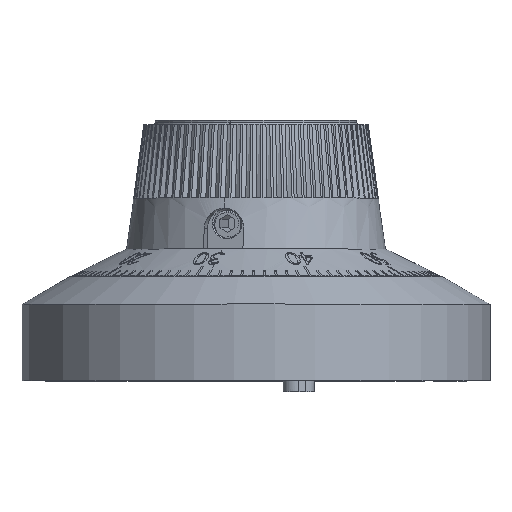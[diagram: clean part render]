
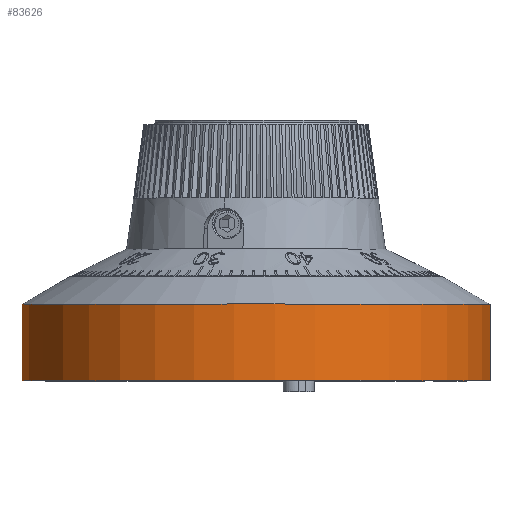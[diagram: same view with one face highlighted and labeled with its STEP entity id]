
A CAD part, top view. The second image highlights one B-rep face of the part: STEP entity #83626.
In plain terms, the highlighted cylindrical face has radius 23 mm (diameter 46 mm), a partial arc.
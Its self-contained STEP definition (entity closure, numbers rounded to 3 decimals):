
#19793=CARTESIAN_POINT('',(0.,-3.8,0.));
#19794=DIRECTION('',(0.,1.,0.));
#19795=DIRECTION('',(-0.997,0.,0.081));
#19796=AXIS2_PLACEMENT_3D('',#19793,#19794,#19795);
#30882=CARTESIAN_POINT('',(0.,3.686,0.));
#30883=DIRECTION('',(0.,-1.,0.));
#30884=DIRECTION('',(0.997,0.,-0.081));
#30885=AXIS2_PLACEMENT_3D('',#30882,#30883,#30884);
#31045=DIRECTION('',(0.,-1.,0.));
#31046=VECTOR('',#31045,7.486);
#31047=CARTESIAN_POINT('',(-22.925,3.686,
1.862));
#31048=LINE('',#31047,#31046);
#31071=DIRECTION('',(0.,-1.,0.));
#31072=VECTOR('',#31071,7.486);
#31073=CARTESIAN_POINT('',(22.925,3.686,
-1.862));
#31074=LINE('',#31073,#31072);
#49482=CARTESIAN_POINT('',(-22.925,-3.8,1.862));
#49484=VERTEX_POINT('',#49482);
#49485=CARTESIAN_POINT('',(22.925,-3.8,-1.862));
#49486=VERTEX_POINT('',#49485);
#49501=CARTESIAN_POINT('',(22.925,3.686,
-1.862));
#49502=VERTEX_POINT('',#49501);
#49503=CARTESIAN_POINT('',(-22.925,3.686,
1.862));
#49504=VERTEX_POINT('',#49503);
#83615=CARTESIAN_POINT('',(0.,-3.8,0.));
#83616=DIRECTION('',(0.,1.,0.));
#83617=DIRECTION('',(-0.997,0.,0.081));
#83618=AXIS2_PLACEMENT_3D('',#83615,#83616,#83617);
#83619=CYLINDRICAL_SURFACE('',#83618,23.);
#83620=ORIENTED_EDGE('',*,*,#83451,.F.);
#83621=ORIENTED_EDGE('',*,*,#83579,.T.);
#83622=ORIENTED_EDGE('',*,*,#65795,.F.);
#83623=ORIENTED_EDGE('',*,*,#83582,.F.);
#83624=EDGE_LOOP('',(#83620,#83621,#83622,#83623));
#83625=FACE_OUTER_BOUND('',#83624,.F.);
#83626=ADVANCED_FACE('',(#83625),#83619,.T.);
#19797=CIRCLE('',#19796,23.);
#30886=CIRCLE('',#30885,23.);
#65795=EDGE_CURVE('',#49484,#49486,#19797,.T.);
#83451=EDGE_CURVE('',#49502,#49504,#30886,.T.);
#83579=EDGE_CURVE('',#49502,#49486,#31074,.T.);
#83582=EDGE_CURVE('',#49504,#49484,#31048,.T.);
